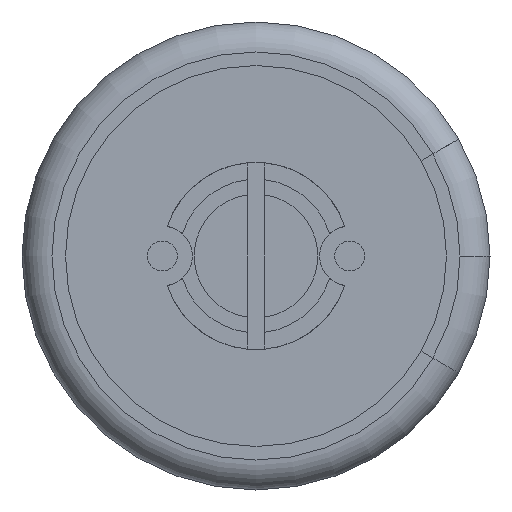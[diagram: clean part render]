
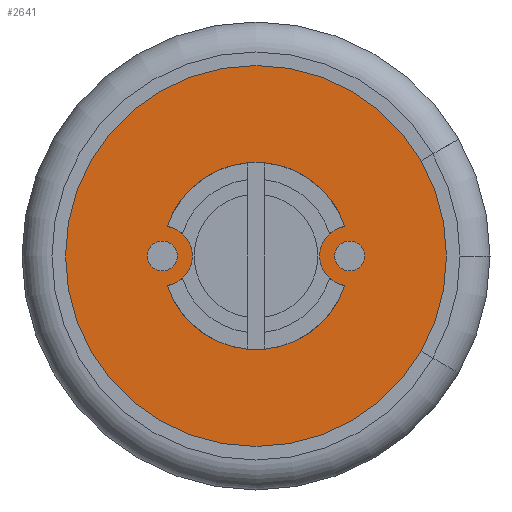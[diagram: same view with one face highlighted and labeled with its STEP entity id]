
A CAD part, front view. The second image highlights one B-rep face of the part: STEP entity #2641.
In plain terms, the highlighted planar face has unit normal (0, -1, 0).
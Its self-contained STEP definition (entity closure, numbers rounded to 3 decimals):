
#164 = DIRECTION ( 'NONE',  ( -1., 0., 0. ) ) ;
#243 = ORIENTED_EDGE ( 'NONE', *, *, #1906, .F. ) ;
#250 = CARTESIAN_POINT ( 'NONE',  ( -2.372, 0.95, -0.79 ) ) ;
#253 = DIRECTION ( 'NONE',  ( 0., -1., 0. ) ) ;
#260 = ORIENTED_EDGE ( 'NONE', *, *, #622, .T. ) ;
#261 = CARTESIAN_POINT ( 'NONE',  ( 2.5, 0.95, 0. ) ) ;
#278 = EDGE_LOOP ( 'NONE', ( #491, #260, #664 ) ) ;
#381 = DIRECTION ( 'NONE',  ( 0., -1., 0. ) ) ;
#403 = CARTESIAN_POINT ( 'NONE',  ( 0., 0.95, 0. ) ) ;
#411 = AXIS2_PLACEMENT_3D ( 'NONE', #2404, #381, #1954 ) ;
#425 = CARTESIAN_POINT ( 'NONE',  ( -2.5, 0.95, 0. ) ) ;
#475 = CIRCLE ( 'NONE', #1691, 5.087 ) ;
#480 = CARTESIAN_POINT ( 'NONE',  ( 4.406, 0.95, -2.544 ) ) ;
#491 = ORIENTED_EDGE ( 'NONE', *, *, #2861, .T. ) ;
#502 = CARTESIAN_POINT ( 'NONE',  ( 0., 0.95, 0. ) ) ;
#551 = AXIS2_PLACEMENT_3D ( 'NONE', #1977, #253, #1130 ) ;
#577 = DIRECTION ( 'NONE',  ( 0., -1., 0. ) ) ;
#622 = EDGE_CURVE ( 'NONE', #1033, #1604, #475, .T. ) ;
#664 = ORIENTED_EDGE ( 'NONE', *, *, #682, .T. ) ;
#682 = EDGE_CURVE ( 'NONE', #1604, #2452, #2367, .T. ) ;
#696 = ORIENTED_EDGE ( 'NONE', *, *, #2832, .T. ) ;
#861 = CARTESIAN_POINT ( 'NONE',  ( 5.087, 0.95, 0. ) ) ;
#866 = ORIENTED_EDGE ( 'NONE', *, *, #2180, .F. ) ;
#871 = CARTESIAN_POINT ( 'NONE',  ( -2.372, 0.95, 0.79 ) ) ;
#1033 = VERTEX_POINT ( 'NONE', #480 ) ;
#1034 = CARTESIAN_POINT ( 'NONE',  ( 0., 0.95, 0. ) ) ;
#1041 = AXIS2_PLACEMENT_3D ( 'NONE', #261, #2493, #2458 ) ;
#1117 = CIRCLE ( 'NONE', #2806, 5.087 ) ;
#1130 = DIRECTION ( 'NONE',  ( -1., 0., 0. ) ) ;
#1247 = AXIS2_PLACEMENT_3D ( 'NONE', #1728, #2141, #2374 ) ;
#1252 = VERTEX_POINT ( 'NONE', #250 ) ;
#1256 = CIRCLE ( 'NONE', #1041, 0.8 ) ;
#1328 = CIRCLE ( 'NONE', #1994, 2.5 ) ;
#1410 = AXIS2_PLACEMENT_3D ( 'NONE', #425, #1743, #2169 ) ;
#1488 = FACE_BOUND ( 'NONE', #2625, .T. ) ;
#1519 = AXIS2_PLACEMENT_3D ( 'NONE', #403, #2564, #164 ) ;
#1558 = CIRCLE ( 'NONE', #1410, 0.8 ) ;
#1576 = VERTEX_POINT ( 'NONE', #2856 ) ;
#1593 = CIRCLE ( 'NONE', #551, 2.5 ) ;
#1604 = VERTEX_POINT ( 'NONE', #861 ) ;
#1607 = VERTEX_POINT ( 'NONE', #871 ) ;
#1691 = AXIS2_PLACEMENT_3D ( 'NONE', #1034, #577, #2586 ) ;
#1728 = CARTESIAN_POINT ( 'NONE',  ( 0., 0.95, 0. ) ) ;
#1732 = CARTESIAN_POINT ( 'NONE',  ( 0., 0.95, 0. ) ) ;
#1743 = DIRECTION ( 'NONE',  ( 0., 1., 0. ) ) ;
#1853 = ORIENTED_EDGE ( 'NONE', *, *, #2737, .F. ) ;
#1870 = FACE_OUTER_BOUND ( 'NONE', #278, .T. ) ;
#1906 = EDGE_CURVE ( 'NONE', #2376, #1576, #2464, .T. ) ;
#1951 = DIRECTION ( 'NONE',  ( 0., -1., 0. ) ) ;
#1954 = DIRECTION ( 'NONE',  ( 1., 0., 0. ) ) ;
#1977 = CARTESIAN_POINT ( 'NONE',  ( 0., 0.95, 0. ) ) ;
#1980 = DIRECTION ( 'NONE',  ( -1., 0., 0. ) ) ;
#1994 = AXIS2_PLACEMENT_3D ( 'NONE', #1732, #1951, #1980 ) ;
#2035 = DIRECTION ( 'NONE',  ( 0., -1., 0. ) ) ;
#2049 = CARTESIAN_POINT ( 'NONE',  ( 2.372, 0.95, 0.79 ) ) ;
#2089 = CARTESIAN_POINT ( 'NONE',  ( 4.406, 0.95, 2.544 ) ) ;
#2104 = EDGE_CURVE ( 'NONE', #1607, #1252, #1558, .T. ) ;
#2141 = DIRECTION ( 'NONE',  ( 0., 1., 0. ) ) ;
#2169 = DIRECTION ( 'NONE',  ( -1., 0., 0. ) ) ;
#2180 = EDGE_CURVE ( 'NONE', #1576, #1607, #1328, .T. ) ;
#2184 = CARTESIAN_POINT ( 'NONE',  ( 2.372, 0.95, -0.79 ) ) ;
#2191 = VERTEX_POINT ( 'NONE', #2184 ) ;
#2230 = DIRECTION ( 'NONE',  ( 1., 0., 0. ) ) ;
#2336 = ORIENTED_EDGE ( 'NONE', *, *, #2104, .F. ) ;
#2367 = CIRCLE ( 'NONE', #411, 5.087 ) ;
#2374 = DIRECTION ( 'NONE',  ( -1., 0., 0. ) ) ;
#2376 = VERTEX_POINT ( 'NONE', #2049 ) ;
#2385 = PLANE ( 'NONE',  #1247 ) ;
#2404 = CARTESIAN_POINT ( 'NONE',  ( 0., 0.95, 0. ) ) ;
#2452 = VERTEX_POINT ( 'NONE', #2089 ) ;
#2458 = DIRECTION ( 'NONE',  ( -1., 0., 0. ) ) ;
#2464 = CIRCLE ( 'NONE', #1519, 2.5 ) ;
#2493 = DIRECTION ( 'NONE',  ( 0., -1., 0. ) ) ;
#2564 = DIRECTION ( 'NONE',  ( 0., -1., 0. ) ) ;
#2586 = DIRECTION ( 'NONE',  ( 1., 0., 0. ) ) ;
#2625 = EDGE_LOOP ( 'NONE', ( #2336, #866, #243, #696, #1853 ) ) ;
#2641 = ADVANCED_FACE ( 'NONE', ( #1488, #1870 ), #2385, .F. ) ;
#2737 = EDGE_CURVE ( 'NONE', #1252, #2191, #1593, .T. ) ;
#2806 = AXIS2_PLACEMENT_3D ( 'NONE', #502, #2035, #2230 ) ;
#2832 = EDGE_CURVE ( 'NONE', #2376, #2191, #1256, .T. ) ;
#2856 = CARTESIAN_POINT ( 'NONE',  ( 0., 0.95, 2.5 ) ) ;
#2861 = EDGE_CURVE ( 'NONE', #2452, #1033, #1117, .T. ) ;
